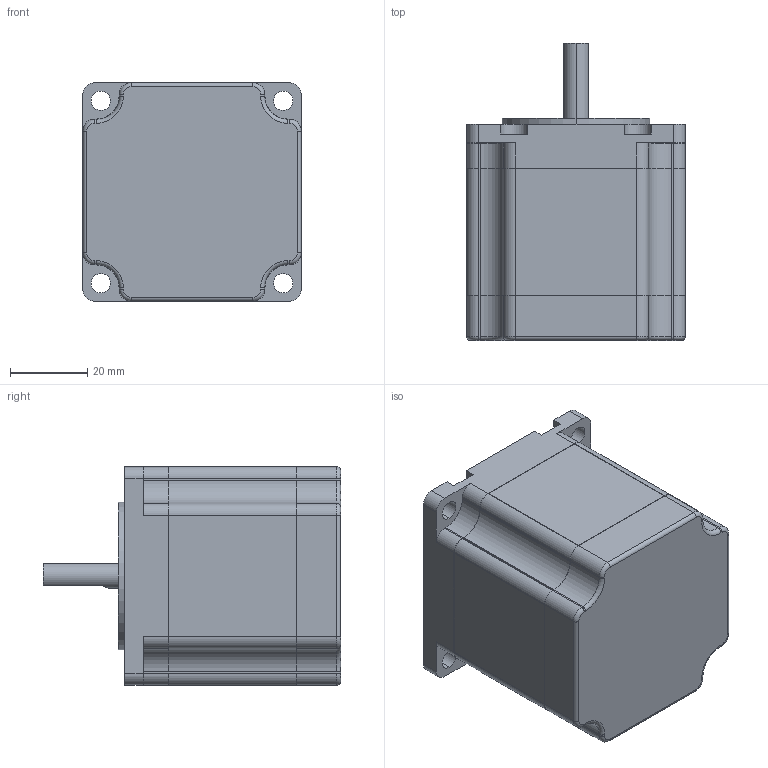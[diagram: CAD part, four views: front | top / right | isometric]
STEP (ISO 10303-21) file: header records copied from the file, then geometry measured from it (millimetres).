
FILE_DESCRIPTION (( 'STEP AP214' ), '1' );
FILE_NAME ('Power Step - PSM57HS2A54-2P.STEP', '2025-06-05T07:40:45', ( '' ), ( '' ), 'SwSTEP 2.0', 'SolidWorks 2020', '' );
FILE_SCHEMA (( 'AUTOMOTIVE_DESIGN' ));
Length unit declared in the file: millimetre
Products named in the file (1): Power Step - PSM57HS2A54-2P
Bounding box: 56.6 x 76.8 x 56.6 mm (x, y, z)
Volume: 162195.4 mm3; surface area: 32260.6 mm2
Topology: 2 solids, 2 shells, 146 faces, 393 edges, 254 vertices
Faces by surface type: cylinder 73, plane 61, torus 12
Entity records: 4670 total; most frequent: DIRECTION 839, CARTESIAN_POINT 810, ORIENTED_EDGE 786, EDGE_CURVE 393, AXIS2_PLACEMENT_3D 303, VERTEX_POINT 254, VECTOR 233, LINE 233
